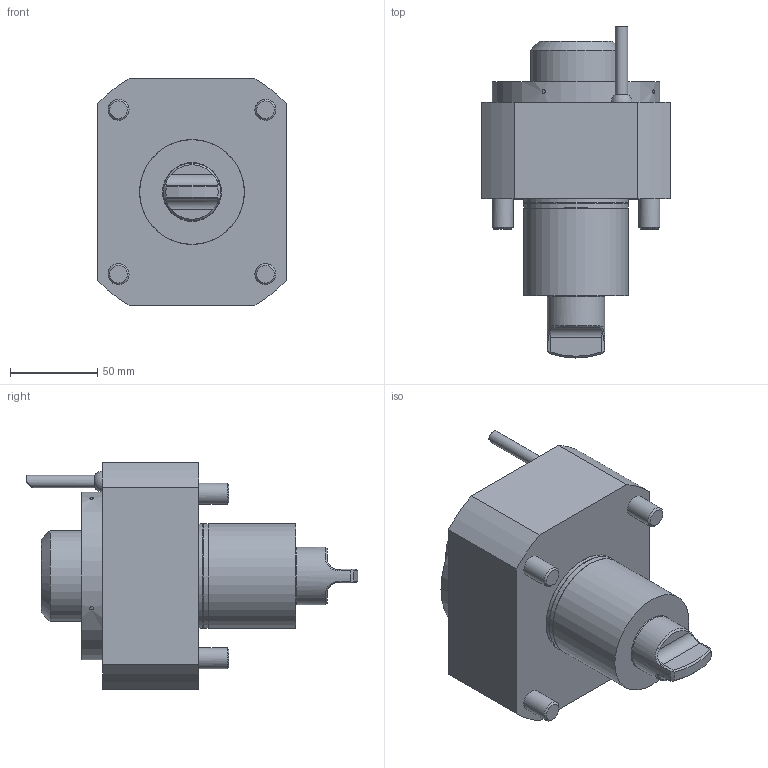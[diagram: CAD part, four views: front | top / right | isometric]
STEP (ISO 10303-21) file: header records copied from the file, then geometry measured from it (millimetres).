
FILE_DESCRIPTION (( 'STEP AP214' ), '1' );
FILE_NAME ('RAPWH20E131UNLP.STEP', '2025-08-27T08:24:51', ( '' ), ( '' ), 'SwSTEP 2.0', 'SolidWorks 2023', '' );
FILE_SCHEMA (( 'AUTOMOTIVE_DESIGN' ));
Length unit declared in the file: millimetre
Products named in the file (1): RAPWH20E131UNLP
Bounding box: 108 x 189.7 x 130 mm (x, y, z)
Volume: 1065254.5 mm3; surface area: 75051.4 mm2
Topology: 1 solids, 1 shells, 390 faces, 999 edges, 661 vertices
Faces by surface type: plane 252, bspline 64, cylinder 50, cone 22, torus 1, sphere 1
Full cylindrical faces by diameter (mm): 1.7 x1, 2.1 x1, 4 x1, 6.366 x1, 7 x1, 12 x4, 33 x1, 52 x1, 59.8 x2, 60 x1, 96 x1
Entity records: 19394 total; most frequent: CARTESIAN_POINT 7222, ORIENTED_EDGE 1920, DIRECTION 1558, EDGE_CURVE 960, LINE 688, VECTOR 688, VERTEX_POINT 647, EDGE_LOOP 465
